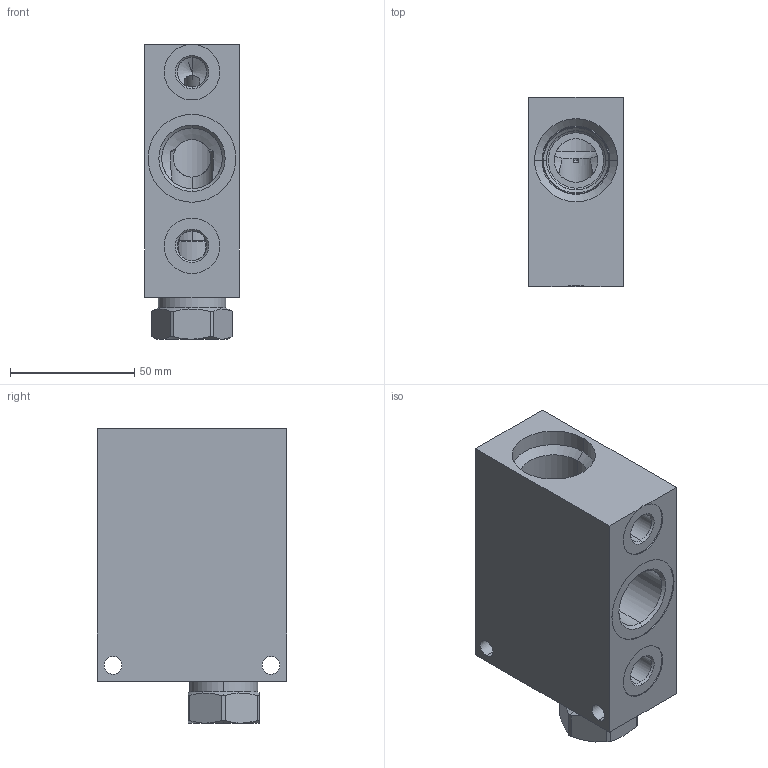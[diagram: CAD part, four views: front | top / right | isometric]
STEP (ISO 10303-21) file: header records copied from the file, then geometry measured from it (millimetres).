
FILE_DESCRIPTION((''),'2;1');
FILE_NAME('B6W_ASM','2022-09-06T',('ProEService'),(''),'PRO/ENGINEER BY PARAMETRIC TECHNOLOGY CORPORATION, 2014200','PRO/ENGINEER BY PARAMETRIC TECHNOLOGY CORPORATION, 2014200','');
FILE_SCHEMA(('CONFIG_CONTROL_DESIGN'));
Length unit declared in the file: inch
Products named in the file (3): 150-861-010; CXFAXCN; B6W_ASM
Assembly tree (2 placements, depth 2):
  B6W_ASM
    150-861-010
    CXFAXCN
Bounding box: 38.1 x 76.2 x 118.64 mm (x, y, z)
Volume: 232196.7 mm3; surface area: 51037.7 mm2
Topology: 4 solids, 4 shells, 196 faces, 688 edges, 592 vertices
Faces by surface type: cylinder 81, cone 52, plane 33, torus 22, revolution 8
Entity records: 8663 total; most frequent: CARTESIAN_POINT 2846, DIRECTION 1249, ORIENTED_EDGE 904, EDGE_CURVE 452, AXIS2_PLACEMENT_3D 432, VECTOR 377, LINE 377, VERTEX_POINT 274
